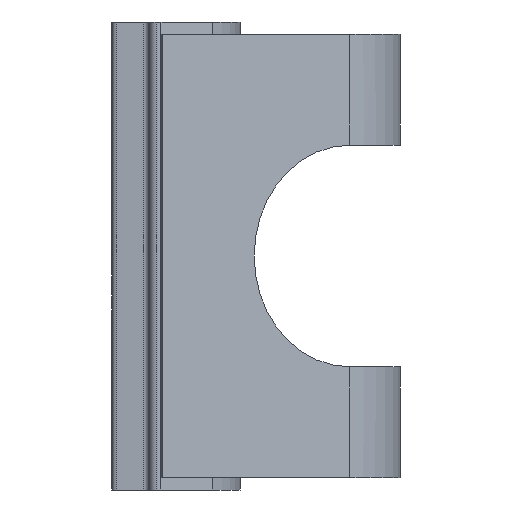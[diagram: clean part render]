
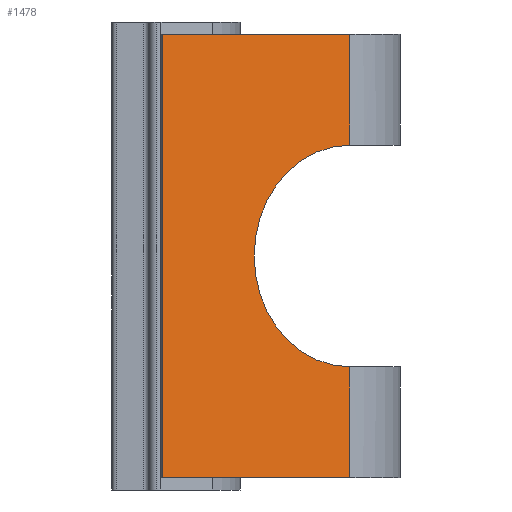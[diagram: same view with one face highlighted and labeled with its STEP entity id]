
A CAD part, left-side view. The second image highlights one B-rep face of the part: STEP entity #1478.
In plain terms, the highlighted planar face has unit normal (-0.866, -0.5, 0).
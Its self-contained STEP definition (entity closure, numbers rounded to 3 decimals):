
#342 = VECTOR ( 'NONE', #1209, 1000. ) ;
#348 = VECTOR ( 'NONE', #1321, 1000. ) ;
#358 = VECTOR ( 'NONE', #1328, 1000. ) ;
#367 = AXIS2_PLACEMENT_3D ( 'NONE', #1324, #1325, #1326 ) ;
#372 = VECTOR ( 'NONE', #1323, 1000. ) ;
#373 = CIRCLE ( 'NONE', #367, 4.5 ) ;
#390 = AXIS2_PLACEMENT_3D ( 'NONE', #554, #555, #556 ) ;
#400 = VECTOR ( 'NONE', #1330, 1000. ) ;
#553 = PLANE ( 'NONE',  #390 ) ;
#554 = CARTESIAN_POINT ( 'NONE',  ( -7.019, -2.04, 9. ) ) ;
#555 = DIRECTION ( 'NONE',  ( 0.866, 0.5, 0. ) ) ;
#556 = DIRECTION ( 'NONE',  ( -0.5, 0.866, 0. ) ) ;
#870 = CARTESIAN_POINT ( 'NONE',  ( -2.625, -9.65, -9. ) ) ;
#887 = CARTESIAN_POINT ( 'NONE',  ( -2.625, -9.65, -4.5 ) ) ;
#893 = CARTESIAN_POINT ( 'NONE',  ( -2.625, -9.65, 4.5 ) ) ;
#896 = CARTESIAN_POINT ( 'NONE',  ( -7.019, -2.04, 9. ) ) ;
#902 = CARTESIAN_POINT ( 'NONE',  ( -2.625, -9.65, 9. ) ) ;
#908 = CARTESIAN_POINT ( 'NONE',  ( -7.019, -2.04, -9. ) ) ;
#1008 = EDGE_LOOP ( 'NONE', ( #1058, #1060, #1059, #1061, #1062, #1063 ) ) ;
#1058 = ORIENTED_EDGE ( 'NONE', *, *, #1432, .F. ) ;
#1059 = ORIENTED_EDGE ( 'NONE', *, *, #1423, .F. ) ;
#1060 = ORIENTED_EDGE ( 'NONE', *, *, #1426, .F. ) ;
#1061 = ORIENTED_EDGE ( 'NONE', *, *, #1427, .F. ) ;
#1062 = ORIENTED_EDGE ( 'NONE', *, *, #1425, .T. ) ;
#1063 = ORIENTED_EDGE ( 'NONE', *, *, #1428, .T. ) ;
#1201 = FACE_OUTER_BOUND ( 'NONE', #1008, .T. ) ;
#1209 = DIRECTION ( 'NONE',  ( 0., 0., -1. ) ) ;
#1210 = CARTESIAN_POINT ( 'NONE',  ( -2.625, -9.65, 9. ) ) ;
#1320 = CARTESIAN_POINT ( 'NONE',  ( -2.625, -9.65, 9. ) ) ;
#1321 = DIRECTION ( 'NONE',  ( 0., 0., -1. ) ) ;
#1322 = CARTESIAN_POINT ( 'NONE',  ( -7.019, -2.04, 9. ) ) ;
#1323 = DIRECTION ( 'NONE',  ( 0., 0., -1. ) ) ;
#1324 = CARTESIAN_POINT ( 'NONE',  ( -2.614, -9.67, 0. ) ) ;
#1325 = DIRECTION ( 'NONE',  ( -0.866, -0.5, 0. ) ) ;
#1326 = DIRECTION ( 'NONE',  ( 0.5, -0.866, 0. ) ) ;
#1327 = CARTESIAN_POINT ( 'NONE',  ( -7.019, -2.04, 9. ) ) ;
#1328 = DIRECTION ( 'NONE',  ( 0.5, -0.866, 0. ) ) ;
#1329 = CARTESIAN_POINT ( 'NONE',  ( -7.019, -2.04, -9. ) ) ;
#1330 = DIRECTION ( 'NONE',  ( 0.5, -0.866, 0. ) ) ;
#1423 = EDGE_CURVE ( 'NONE', #1669, #1653, #1704, .T. ) ;
#1425 = EDGE_CURVE ( 'NONE', #1659, #1684, #1699, .T. ) ;
#1426 = EDGE_CURVE ( 'NONE', #1653, #1640, #373, .T. ) ;
#1427 = EDGE_CURVE ( 'NONE', #1659, #1669, #1706, .T. ) ;
#1428 = EDGE_CURVE ( 'NONE', #1684, #1612, #1682, .T. ) ;
#1432 = EDGE_CURVE ( 'NONE', #1640, #1612, #1670, .T. ) ;
#1478 = ADVANCED_FACE ( 'NONE', ( #1201 ), #553, .F. ) ;
#1612 = VERTEX_POINT ( 'NONE', #870 ) ;
#1640 = VERTEX_POINT ( 'NONE', #887 ) ;
#1653 = VERTEX_POINT ( 'NONE', #893 ) ;
#1659 = VERTEX_POINT ( 'NONE', #896 ) ;
#1669 = VERTEX_POINT ( 'NONE', #902 ) ;
#1670 = LINE ( 'NONE', #1210, #342 ) ;
#1682 = LINE ( 'NONE', #1329, #400 ) ;
#1684 = VERTEX_POINT ( 'NONE', #908 ) ;
#1699 = LINE ( 'NONE', #1322, #372 ) ;
#1704 = LINE ( 'NONE', #1320, #348 ) ;
#1706 = LINE ( 'NONE', #1327, #358 ) ;
